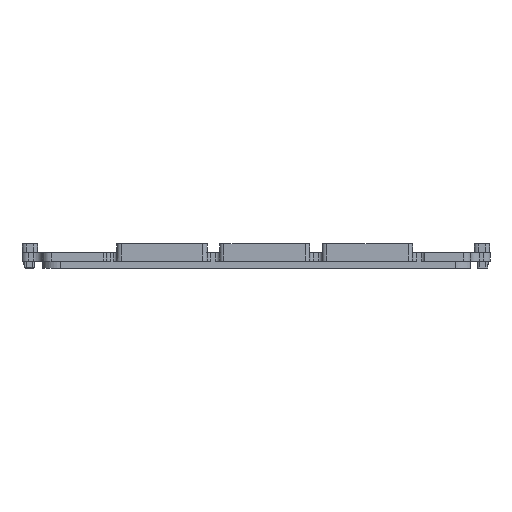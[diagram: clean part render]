
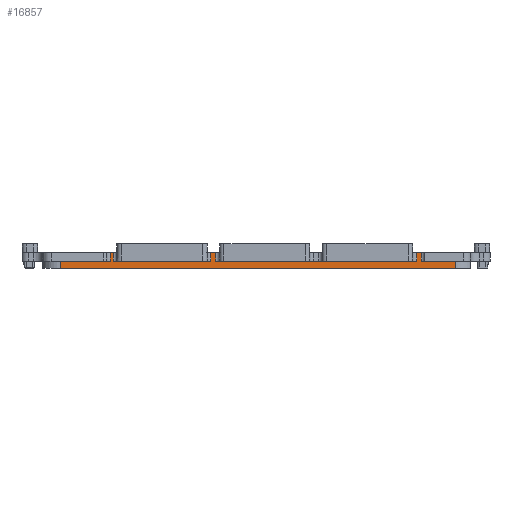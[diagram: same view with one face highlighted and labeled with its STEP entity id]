
A CAD part, front view. The second image highlights one B-rep face of the part: STEP entity #16857.
In plain terms, the highlighted planar face has unit normal (0, -1, 0).
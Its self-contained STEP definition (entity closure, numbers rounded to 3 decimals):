
#374=PLANE('',#18551);
#890=FACE_OUTER_BOUND('',#1927,.T.);
#1927=EDGE_LOOP('',(#13304,#13305,#13306,#13307,#13308,#13309,#13310,#13311,
#13312,#13313,#13314,#13315,#13316,#13317,#13318,#13319));
#2742=LINE('',#24721,#4435);
#2746=LINE('',#24741,#4439);
#2754=LINE('',#24781,#4447);
#3057=LINE('',#26009,#4750);
#3468=LINE('',#27497,#5161);
#3507=LINE('',#27600,#5200);
#3565=LINE('',#27772,#5258);
#3586=LINE('',#27917,#5279);
#3587=LINE('',#27920,#5280);
#3608=LINE('',#27986,#5301);
#3609=LINE('',#27988,#5302);
#3610=LINE('',#27989,#5303);
#3611=LINE('',#27990,#5304);
#3612=LINE('',#27991,#5305);
#3613=LINE('',#27992,#5306);
#3614=LINE('',#27993,#5307);
#4435=VECTOR('',#19555,1.);
#4439=VECTOR('',#19571,1.);
#4447=VECTOR('',#19603,1.);
#4750=VECTOR('',#20540,1.);
#5161=VECTOR('',#21795,1.);
#5200=VECTOR('',#21906,1.);
#5258=VECTOR('',#22072,1.);
#5279=VECTOR('',#22111,1.);
#5280=VECTOR('',#22116,1.);
#5301=VECTOR('',#22181,1.);
#5302=VECTOR('',#22184,1.);
#5303=VECTOR('',#22185,1.);
#5304=VECTOR('',#22186,1.);
#5305=VECTOR('',#22187,1.);
#5306=VECTOR('',#22188,1.);
#5307=VECTOR('',#22189,1.);
#6982=VERTEX_POINT('',#24718);
#6983=VERTEX_POINT('',#24720);
#6992=VERTEX_POINT('',#24738);
#6993=VERTEX_POINT('',#24740);
#7012=VERTEX_POINT('',#24778);
#7013=VERTEX_POINT('',#24780);
#7620=VERTEX_POINT('',#26006);
#7621=VERTEX_POINT('',#26008);
#8275=VERTEX_POINT('',#27494);
#8276=VERTEX_POINT('',#27496);
#8303=VERTEX_POINT('',#27597);
#8304=VERTEX_POINT('',#27599);
#8363=VERTEX_POINT('',#27769);
#8364=VERTEX_POINT('',#27771);
#8380=VERTEX_POINT('',#27914);
#8381=VERTEX_POINT('',#27916);
#8701=EDGE_CURVE('',#6983,#6982,#2742,.T.);
#8711=EDGE_CURVE('',#6993,#6992,#2746,.T.);
#8731=EDGE_CURVE('',#7013,#7012,#2754,.T.);
#9347=EDGE_CURVE('',#7621,#7620,#3057,.T.);
#10097=EDGE_CURVE('',#8275,#8276,#3468,.T.);
#10150=EDGE_CURVE('',#8303,#8304,#3507,.T.);
#10238=EDGE_CURVE('',#8363,#8364,#3565,.T.);
#10266=EDGE_CURVE('',#8380,#8381,#3586,.T.);
#10268=EDGE_CURVE('',#8381,#7620,#3587,.T.);
#10302=EDGE_CURVE('',#7621,#8303,#3608,.T.);
#10303=EDGE_CURVE('',#7012,#8276,#3609,.T.);
#10304=EDGE_CURVE('',#8275,#6993,#3610,.T.);
#10305=EDGE_CURVE('',#6992,#8364,#3611,.T.);
#10306=EDGE_CURVE('',#8363,#6983,#3612,.T.);
#10307=EDGE_CURVE('',#6982,#8304,#3613,.T.);
#10308=EDGE_CURVE('',#8380,#7013,#3614,.T.);
#13304=ORIENTED_EDGE('',*,*,#8731,.T.);
#13305=ORIENTED_EDGE('',*,*,#10303,.T.);
#13306=ORIENTED_EDGE('',*,*,#10097,.F.);
#13307=ORIENTED_EDGE('',*,*,#10304,.T.);
#13308=ORIENTED_EDGE('',*,*,#8711,.T.);
#13309=ORIENTED_EDGE('',*,*,#10305,.T.);
#13310=ORIENTED_EDGE('',*,*,#10238,.F.);
#13311=ORIENTED_EDGE('',*,*,#10306,.T.);
#13312=ORIENTED_EDGE('',*,*,#8701,.T.);
#13313=ORIENTED_EDGE('',*,*,#10307,.T.);
#13314=ORIENTED_EDGE('',*,*,#10150,.F.);
#13315=ORIENTED_EDGE('',*,*,#10302,.F.);
#13316=ORIENTED_EDGE('',*,*,#9347,.T.);
#13317=ORIENTED_EDGE('',*,*,#10268,.F.);
#13318=ORIENTED_EDGE('',*,*,#10266,.F.);
#13319=ORIENTED_EDGE('',*,*,#10308,.T.);
#16857=ADVANCED_FACE('',(#890),#374,.T.);
#18551=AXIS2_PLACEMENT_3D('',#27987,#22182,#22183);
#19555=DIRECTION('',(-1.,0.,0.));
#19571=DIRECTION('',(-1.,0.,0.));
#19603=DIRECTION('',(-1.,0.,0.));
#20540=DIRECTION('',(1.,0.,0.));
#21795=DIRECTION('',(1.,0.,0.));
#21906=DIRECTION('',(1.,0.,0.));
#22072=DIRECTION('',(1.,0.,0.));
#22111=DIRECTION('',(1.,0.,0.));
#22116=DIRECTION('',(0.,0.,-1.));
#22181=DIRECTION('',(0.,0.,1.));
#22182=DIRECTION('center_axis',(0.,-1.,0.));
#22183=DIRECTION('ref_axis',(1.,0.,0.));
#22184=DIRECTION('',(0.,0.,-1.));
#22185=DIRECTION('',(0.,0.,1.));
#22186=DIRECTION('',(0.,0.,-1.));
#22187=DIRECTION('',(0.,0.,1.));
#22188=DIRECTION('',(0.,0.,-1.));
#22189=DIRECTION('',(0.,0.,1.));
#24718=CARTESIAN_POINT('',(-30.893,-151.875,-17.539));
#24720=CARTESIAN_POINT('',(-30.243,-151.875,-17.539));
#24721=CARTESIAN_POINT('',(1.738,-151.875,-17.539));
#24738=CARTESIAN_POINT('',(-8.393,-151.875,-17.539));
#24740=CARTESIAN_POINT('',(-7.243,-151.875,-17.539));
#24741=CARTESIAN_POINT('',(1.738,-151.875,-17.539));
#24778=CARTESIAN_POINT('',(37.719,-151.875,-17.539));
#24780=CARTESIAN_POINT('',(38.757,-151.875,-17.539));
#24781=CARTESIAN_POINT('',(1.738,-151.875,-17.539));
#26006=CARTESIAN_POINT('',(46.403,-151.875,-21.039));
#26008=CARTESIAN_POINT('',(-42.157,-151.875,-21.039));
#26009=CARTESIAN_POINT('',(-45.157,-151.875,-21.039));
#27494=CARTESIAN_POINT('',(-7.243,-151.875,-19.439));
#27496=CARTESIAN_POINT('',(37.719,-151.875,-19.439));
#27497=CARTESIAN_POINT('',(40.313,-151.875,-19.439));
#27597=CARTESIAN_POINT('',(-42.157,-151.875,-19.439));
#27599=CARTESIAN_POINT('',(-30.893,-151.875,-19.439));
#27600=CARTESIAN_POINT('',(40.313,-151.875,-19.439));
#27769=CARTESIAN_POINT('',(-30.243,-151.875,-19.439));
#27771=CARTESIAN_POINT('',(-8.393,-151.875,-19.439));
#27772=CARTESIAN_POINT('',(40.313,-151.875,-19.439));
#27914=CARTESIAN_POINT('',(38.757,-151.875,-19.439));
#27916=CARTESIAN_POINT('',(46.403,-151.875,-19.439));
#27917=CARTESIAN_POINT('',(40.313,-151.875,-19.439));
#27920=CARTESIAN_POINT('',(46.403,-151.875,-20.239));
#27986=CARTESIAN_POINT('',(-42.157,-151.875,-21.039));
#27987=CARTESIAN_POINT('Origin',(-45.157,-151.875,-19.439));
#27988=CARTESIAN_POINT('',(37.719,-151.875,-19.439));
#27989=CARTESIAN_POINT('',(-7.243,-151.875,-17.539));
#27990=CARTESIAN_POINT('',(-8.393,-151.875,-19.439));
#27991=CARTESIAN_POINT('',(-30.243,-151.875,-17.539));
#27992=CARTESIAN_POINT('',(-30.893,-151.875,-19.439));
#27993=CARTESIAN_POINT('',(38.757,-151.875,-17.539));
